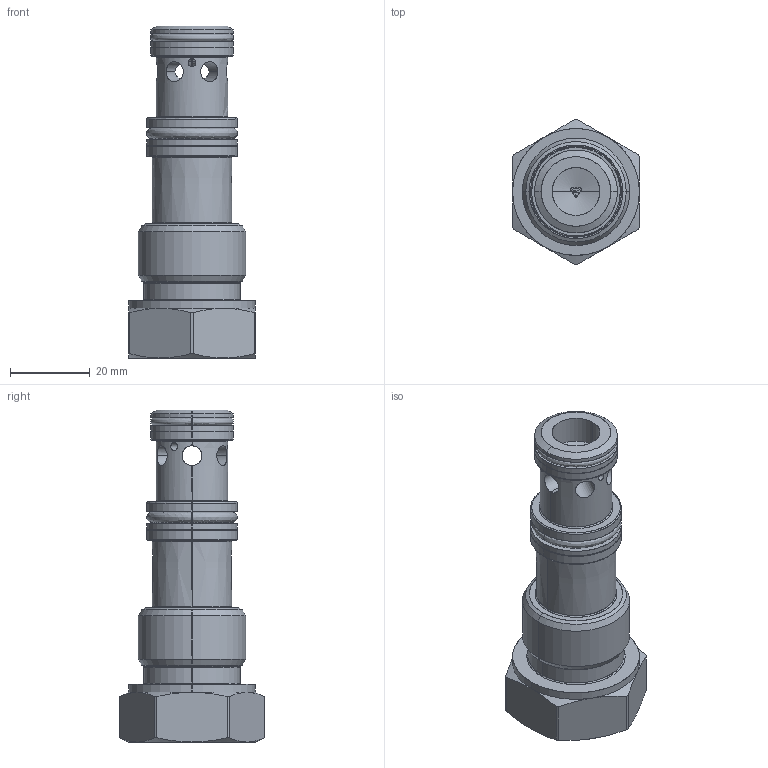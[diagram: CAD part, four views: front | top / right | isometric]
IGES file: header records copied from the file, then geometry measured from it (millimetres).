
Start section: SolidWorks IGES file using analytic representation for surfaces
Global section: file name: DWZ1213001101_HYDAC.igs; native system: SolidWorks 2014; preprocessor: SolidWorks 2014; author: arutput15; date: 141005.103002; units: millimetre
Bounding box: 31.9 x 36.5 x 83.5 mm (x, y, z)
Surface area: 11389.2 mm2 (no closed solid volume)
Topology: 0 solids, 0 shells, 140 faces, 2790 edges, 2790 vertices
Faces by surface type: revolution 84, bspline 56
